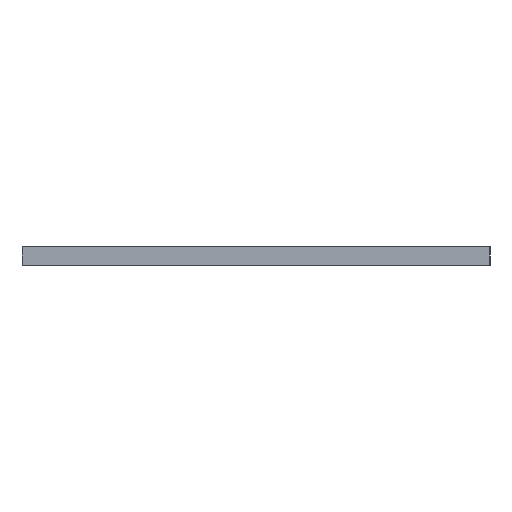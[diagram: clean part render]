
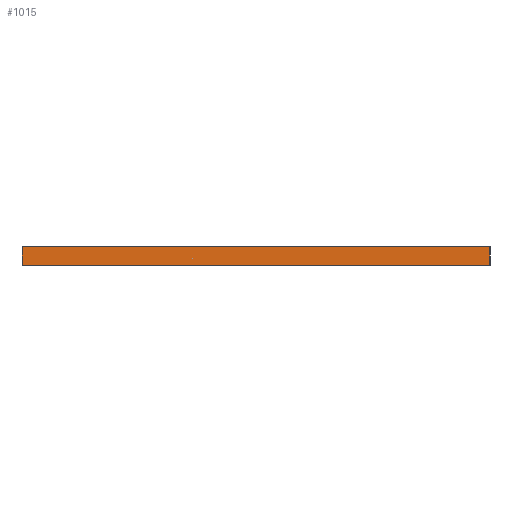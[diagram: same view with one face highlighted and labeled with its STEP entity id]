
A CAD part, left-side view. The second image highlights one B-rep face of the part: STEP entity #1015.
In plain terms, the highlighted planar face has unit normal (-1, 0, 0).
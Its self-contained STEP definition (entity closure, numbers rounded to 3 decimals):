
#192 = VERTEX_POINT('',#193);
#193 = CARTESIAN_POINT('',(-34.557,-20.303,0.));
#199 = EDGE_CURVE('',#192,#200,#202,.T.);
#200 = VERTEX_POINT('',#201);
#201 = CARTESIAN_POINT('',(-34.557,20.338,0.));
#202 = LINE('',#203,#204);
#203 = CARTESIAN_POINT('',(-34.557,-20.303,0.));
#204 = VECTOR('',#205,1.);
#205 = DIRECTION('',(0.,1.,0.));
#614 = VERTEX_POINT('',#615);
#615 = CARTESIAN_POINT('',(-34.557,-20.303,1.6));
#621 = EDGE_CURVE('',#614,#622,#624,.T.);
#622 = VERTEX_POINT('',#623);
#623 = CARTESIAN_POINT('',(-34.557,20.338,1.6));
#624 = LINE('',#625,#626);
#625 = CARTESIAN_POINT('',(-34.557,-20.303,1.6));
#626 = VECTOR('',#627,1.);
#627 = DIRECTION('',(0.,1.,0.));
#985 = EDGE_CURVE('',#200,#622,#986,.T.);
#986 = LINE('',#987,#988);
#987 = CARTESIAN_POINT('',(-34.557,20.338,0.));
#988 = VECTOR('',#989,1.);
#989 = DIRECTION('',(0.,0.,1.));
#1015 = ADVANCED_FACE('',(#1016),#1027,.T.);
#1016 = FACE_BOUND('',#1017,.T.);
#1017 = EDGE_LOOP('',(#1018,#1024,#1025,#1026));
#1018 = ORIENTED_EDGE('',*,*,#1019,.T.);
#1019 = EDGE_CURVE('',#192,#614,#1020,.T.);
#1020 = LINE('',#1021,#1022);
#1021 = CARTESIAN_POINT('',(-34.557,-20.303,0.));
#1022 = VECTOR('',#1023,1.);
#1023 = DIRECTION('',(0.,0.,1.));
#1024 = ORIENTED_EDGE('',*,*,#621,.T.);
#1025 = ORIENTED_EDGE('',*,*,#985,.F.);
#1026 = ORIENTED_EDGE('',*,*,#199,.F.);
#1027 = PLANE('',#1028);
#1028 = AXIS2_PLACEMENT_3D('',#1029,#1030,#1031);
#1029 = CARTESIAN_POINT('',(-34.557,-20.303,0.));
#1030 = DIRECTION('',(-1.,0.,0.));
#1031 = DIRECTION('',(0.,1.,0.));
